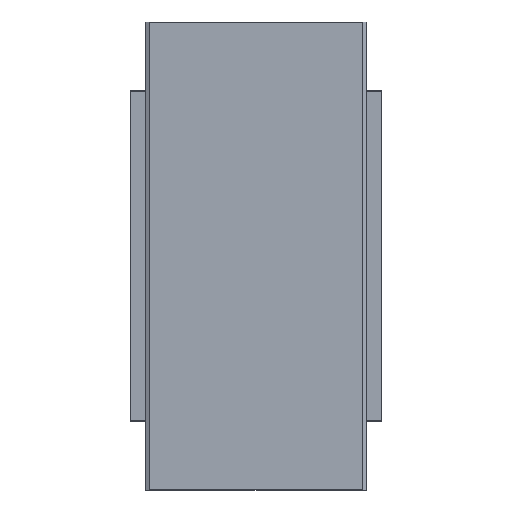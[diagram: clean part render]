
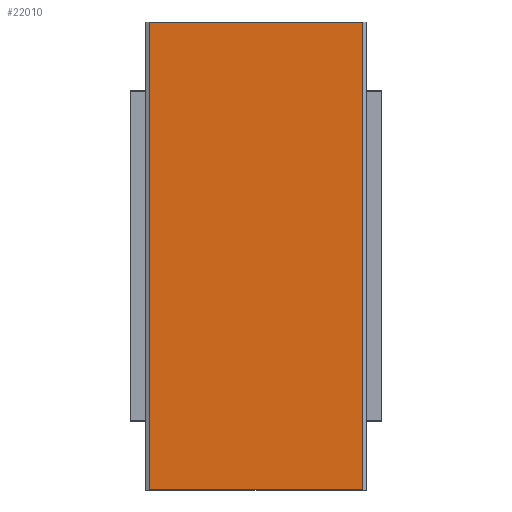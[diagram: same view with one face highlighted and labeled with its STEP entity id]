
A CAD part, top view. The second image highlights one B-rep face of the part: STEP entity #22010.
In plain terms, the highlighted planar face has unit normal (0, 0, 1).
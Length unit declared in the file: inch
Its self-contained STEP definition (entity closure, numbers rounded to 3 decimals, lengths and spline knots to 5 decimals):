
#4493=DIRECTION('',(1.,0.,0.));
#4494=VECTOR('',#4493,15.5);
#4495=CARTESIAN_POINT('',(-7.75,-6.31,0.9095));
#4496=LINE('',#4495,#4494);
#4497=DIRECTION('',(0.,-1.,0.));
#4498=VECTOR('',#4497,34.);
#4499=CARTESIAN_POINT('',(7.75,27.69,0.9095));
#4500=LINE('',#4499,#4498);
#4501=DIRECTION('',(0.,-1.,0.));
#4502=VECTOR('',#4501,34.);
#4503=CARTESIAN_POINT('',(-7.75,27.69,0.9095));
#4504=LINE('',#4503,#4502);
#4505=DIRECTION('',(1.,0.,0.));
#4506=VECTOR('',#4505,15.5);
#4507=CARTESIAN_POINT('',(-7.75,27.69,0.9095));
#4508=LINE('',#4507,#4506);
#17964=CARTESIAN_POINT('',(7.75,27.69,0.9095));
#17965=CARTESIAN_POINT('',(7.75,-6.31,0.9095));
#17966=VERTEX_POINT('',#17964);
#17967=VERTEX_POINT('',#17965);
#17968=CARTESIAN_POINT('',(-7.75,27.69,0.9095));
#17969=CARTESIAN_POINT('',(-7.75,-6.31,0.9095));
#17970=VERTEX_POINT('',#17968);
#17971=VERTEX_POINT('',#17969);
#21999=CARTESIAN_POINT('',(-8.,27.69,0.9095));
#22000=DIRECTION('',(0.,0.,1.));
#22001=DIRECTION('',(0.,-1.,0.));
#22002=AXIS2_PLACEMENT_3D('',#21999,#22000,#22001);
#22003=PLANE('',#22002);
#22004=ORIENTED_EDGE('',*,*,#21965,.T.);
#22005=ORIENTED_EDGE('',*,*,#21994,.F.);
#22006=ORIENTED_EDGE('',*,*,#21932,.F.);
#22007=ORIENTED_EDGE('',*,*,#21946,.T.);
#22008=EDGE_LOOP('',(#22004,#22005,#22006,#22007));
#22009=FACE_OUTER_BOUND('',#22008,.F.);
#22010=ADVANCED_FACE('',(#22009),#22003,.T.);
#21932=EDGE_CURVE('',#17970,#17971,#4504,.T.);
#21946=EDGE_CURVE('',#17970,#17966,#4508,.T.);
#21965=EDGE_CURVE('',#17966,#17967,#4500,.T.);
#21994=EDGE_CURVE('',#17971,#17967,#4496,.T.);
